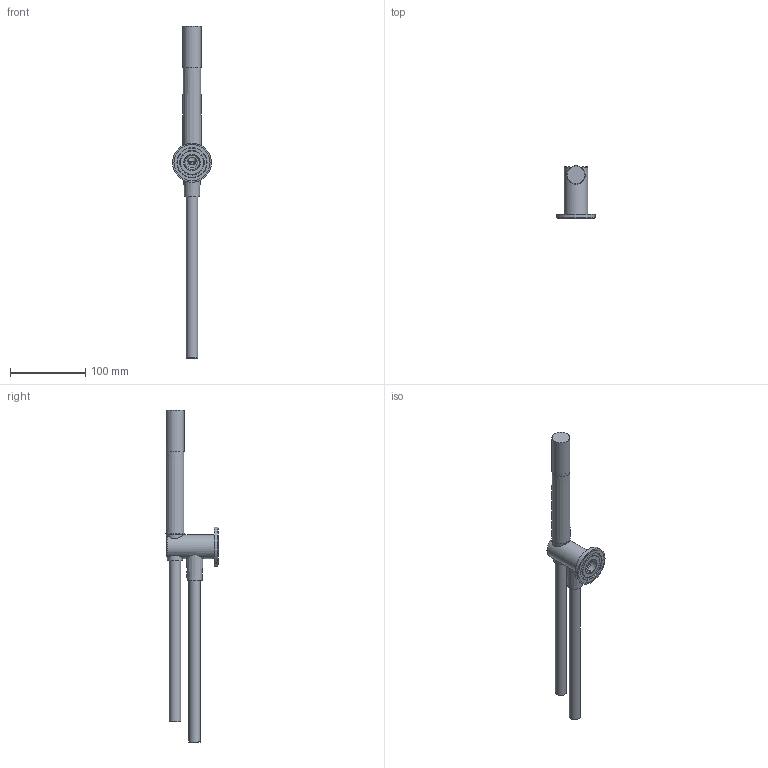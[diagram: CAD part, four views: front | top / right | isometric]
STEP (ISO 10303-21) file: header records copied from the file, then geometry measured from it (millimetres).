
FILE_DESCRIPTION(/* description */ ('Unknown'),/* implementation_level */ '2;1');
FILE_NAME(/* name */ 'AR430',/* time_stamp */ '2022-12-14T09:14:02+01:00',/* author */ ('Unknown'),/* organization */ ('Unknown'),/* preprocessor_version */ 'ST-DEVELOPER v16.7',/* originating_system */ 'DEX',/* authorisation */ $);
FILE_SCHEMA (('AUTOMOTIVE_DESIGN {1 0 10303 214 3 1 1}'));
Length unit declared in the file: millimetre
Products named in the file (17): AR430-00; AR015-00; AR515-00_oa_0; AR517-05; AR517-08; AR517-06; AR517-07; AR517-001; ZNVA005_SOLID_2_2; ZNVA005_SOLID_1_2; AR517-04; B077-02; AR515-01; AR517-02; AR352-00_oa_1; C063155_00101ZZ INOX; A101064_01500ZZ
Assembly tree (17 placements, depth 4):
  AR430-00
    AR015-00  x2
    AR515-00_oa_0
      AR517-05
      AR517-08
      AR517-06
      AR517-07
      AR517-001
        ZNVA005_SOLID_2_2
        ZNVA005_SOLID_1_2
      AR517-04
      B077-02
      AR515-01
      AR517-02
    AR352-00_oa_1
      C063155_00101ZZ INOX
      A101064_01500ZZ
Bounding box: 52 x 69.43 x 441.69 mm (x, y, z)
Volume: 165171.3 mm3; surface area: 74915.9 mm2
Topology: 14 solids, 15 shells, 319 faces, 798 edges, 507 vertices
Faces by surface type: plane 121, cylinder 97, cone 43, bspline 34, torus 24
Full cylindrical faces by diameter (mm): 1.2 x29, 2.365 x1, 2.649 x1, 4.134 x1, 4.541 x1, 5 x1, 5.676 x1, 7 x1, 8.703 x2, 9.27 x1, 10 x1, 11.351 x1, 12.77 x1, 13.905 x1, 14 x2, 14.4 x1, 15 x2, 16.5 x2, 17.4 x1, 18.5 x1, 18.6 x6, 18.917 x1, 19 x2, 20 x1, 20.3 x1, 20.8 x3, 21.8 x1, 22 x1, 23.6 x1, 24 x1
Entity records: 14701 total; most frequent: CARTESIAN_POINT 6760, DIRECTION 1162, ORIENTED_EDGE 1136, EDGE_CURVE 568, FACE_BOUND 527, EDGE_LOOP 522, AXIS2_PLACEMENT_3D 500, VERTEX_POINT 427
